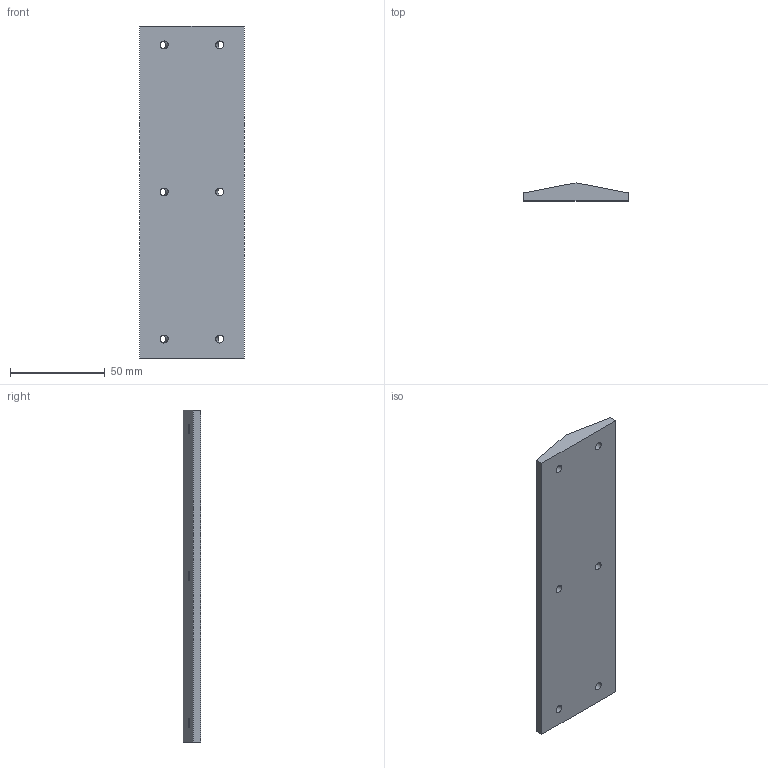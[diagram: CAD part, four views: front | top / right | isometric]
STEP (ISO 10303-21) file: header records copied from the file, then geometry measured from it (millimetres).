
FILE_DESCRIPTION (( 'STEP AP214' ), '1' );
FILE_NAME ('Under fin part.STEP', '2017-02-19T22:31:58', ( 'Christian Cardinaux' ), ( '' ), 'SwSTEP 2.0', 'SolidWorks 2016', '' );
FILE_SCHEMA (( 'AUTOMOTIVE_DESIGN' ));
Length unit declared in the file: millimetre
Products named in the file (1): Under fin part
Bounding box: 55.01 x 9.33 x 175 mm (x, y, z)
Volume: 62936.7 mm3; surface area: 22544.1 mm2
Topology: 1 solids, 1 shells, 37 faces, 89 edges, 53 vertices
Faces by surface type: cone 16, cylinder 14, plane 7
Entity records: 1263 total; most frequent: CARTESIAN_POINT 214, DIRECTION 181, ORIENTED_EDGE 174, EDGE_CURVE 87, AXIS2_PLACEMENT_3D 68, VERTEX_POINT 53, EDGE_LOOP 50, VECTOR 45
